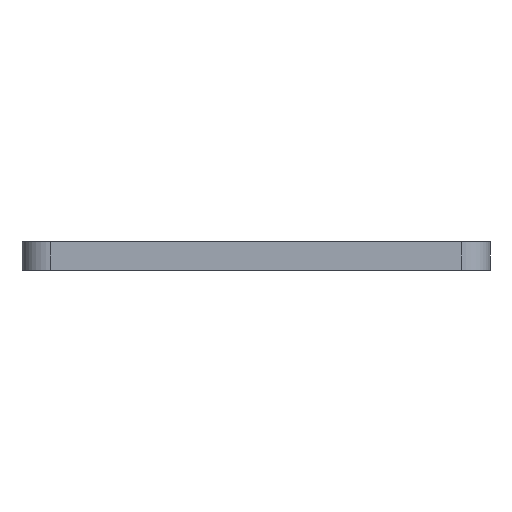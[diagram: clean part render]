
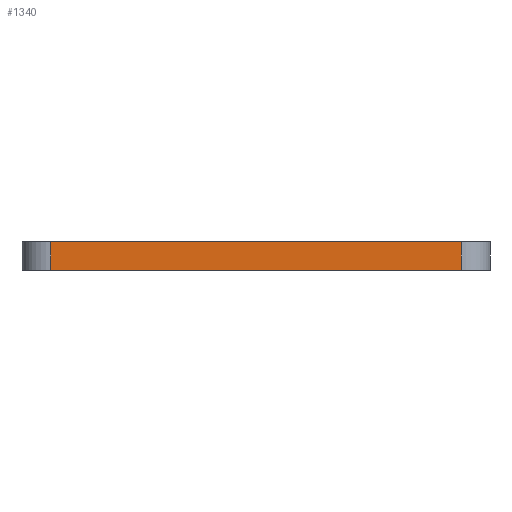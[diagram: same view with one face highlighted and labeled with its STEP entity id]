
A CAD part, left-side view. The second image highlights one B-rep face of the part: STEP entity #1340.
In plain terms, the highlighted planar face has unit normal (-1, 0, 0).
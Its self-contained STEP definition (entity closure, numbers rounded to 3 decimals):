
#47=PLANE('',#1466);
#100=FACE_OUTER_BOUND('',#168,.T.);
#168=EDGE_LOOP('',(#1015,#1016,#1017,#1018));
#284=LINE('',#2145,#414);
#285=LINE('',#2149,#415);
#286=LINE('',#2151,#416);
#287=LINE('',#2152,#417);
#414=VECTOR('',#1742,10.);
#415=VECTOR('',#1747,10.);
#416=VECTOR('',#1748,10.);
#417=VECTOR('',#1749,10.);
#615=VERTEX_POINT('',#2142);
#616=VERTEX_POINT('',#2144);
#617=VERTEX_POINT('',#2148);
#618=VERTEX_POINT('',#2150);
#781=EDGE_CURVE('',#616,#615,#284,.T.);
#783=EDGE_CURVE('',#615,#617,#285,.T.);
#784=EDGE_CURVE('',#618,#617,#286,.T.);
#785=EDGE_CURVE('',#616,#618,#287,.T.);
#1015=ORIENTED_EDGE('',*,*,#783,.T.);
#1016=ORIENTED_EDGE('',*,*,#784,.F.);
#1017=ORIENTED_EDGE('',*,*,#785,.F.);
#1018=ORIENTED_EDGE('',*,*,#781,.T.);
#1340=ADVANCED_FACE('',(#100),#47,.T.);
#1466=AXIS2_PLACEMENT_3D('',#2147,#1745,#1746);
#1742=DIRECTION('',(0.,0.,1.));
#1745=DIRECTION('center_axis',(-1.,0.,0.));
#1746=DIRECTION('ref_axis',(0.,0.,1.));
#1747=DIRECTION('',(0.,1.,0.));
#1748=DIRECTION('',(0.,0.,1.));
#1749=DIRECTION('',(0.,1.,0.));
#2142=CARTESIAN_POINT('',(0.,4.,4.));
#2144=CARTESIAN_POINT('',(0.,4.,0.));
#2145=CARTESIAN_POINT('',(0.,4.,0.));
#2147=CARTESIAN_POINT('Origin',(0.,4.,
0.));
#2148=CARTESIAN_POINT('',(0.,61.,4.));
#2149=CARTESIAN_POINT('',(0.,4.,4.));
#2150=CARTESIAN_POINT('',(0.,61.,0.));
#2151=CARTESIAN_POINT('',(0.,61.,0.));
#2152=CARTESIAN_POINT('',(0.,4.,0.));
